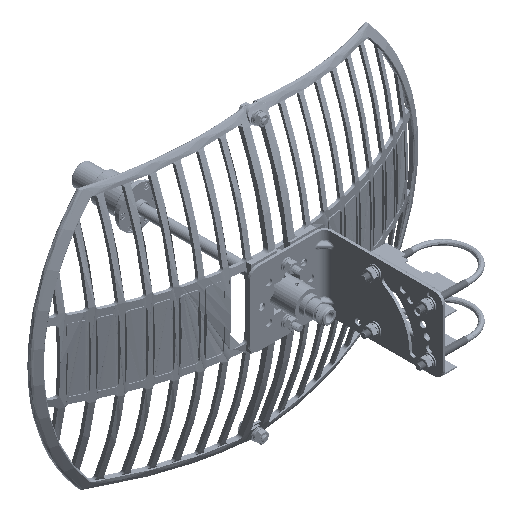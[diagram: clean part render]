
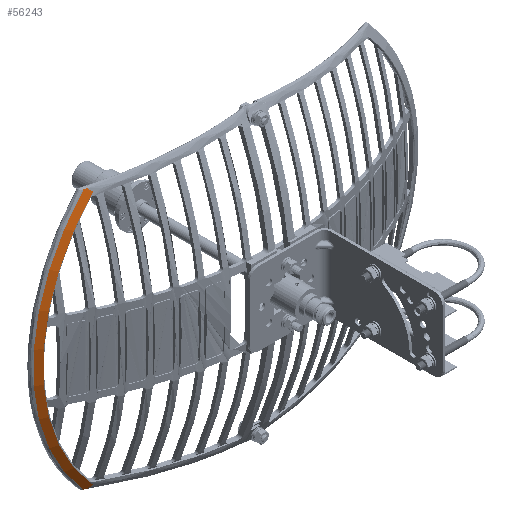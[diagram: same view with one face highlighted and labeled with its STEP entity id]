
A CAD part, isometric view. The second image highlights one B-rep face of the part: STEP entity #56243.
In plain terms, the highlighted conical face has half-angle 58.907 degrees and reference radius 200 mm.
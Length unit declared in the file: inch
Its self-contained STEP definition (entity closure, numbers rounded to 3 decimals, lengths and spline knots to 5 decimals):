
#2748 = AXIS2_PLACEMENT_3D ( 'NONE', #65650, #87791, #80262 ) ;
#3204 = DIRECTION ( 'NONE',  ( 0., 0., 1. ) ) ;
#3345 = CARTESIAN_POINT ( 'NONE',  ( 5.7103, 2.15338, -5.32496 ) ) ;
#6427 = VERTEX_POINT ( 'NONE', #13646 ) ;
#8787 = AXIS2_PLACEMENT_3D ( 'NONE', #54097, #15772, #62645 ) ;
#11241 = CARTESIAN_POINT ( 'NONE',  ( 5.7103, 2.15338, -5.32496 ) ) ;
#11561 = ORIENTED_EDGE ( 'NONE', *, *, #76698, .T. ) ;
#13646 = CARTESIAN_POINT ( 'NONE',  ( 5.71031, 2.15337, 5.32495 ) ) ;
#15772 = DIRECTION ( 'NONE',  ( 0., 1., 0. ) ) ;
#16380 = CARTESIAN_POINT ( 'NONE',  ( 5.66429, 2.11505, 5.28203 ) ) ;
#18852 = FACE_OUTER_BOUND ( 'NONE', #75724, .T. ) ;
#24097 = CARTESIAN_POINT ( 'NONE',  ( 5.80959, 2.1929, -5.31496 ) ) ;
#24921 = ORIENTED_EDGE ( 'NONE', *, *, #85299, .T. ) ;
#24963 = ORIENTED_EDGE ( 'NONE', *, *, #29863, .T. ) ;
#26981 = EDGE_CURVE ( 'NONE', #67783, #55682, #88046, .T. ) ;
#28955 = CARTESIAN_POINT ( 'NONE',  ( 5.80959, 2.1929, 5.31496 ) ) ;
#29120 = VERTEX_POINT ( 'NONE', #28955 ) ;
#29863 = EDGE_CURVE ( 'NONE', #6427, #55682, #86629, .T. ) ;
#30008 = AXIS2_PLACEMENT_3D ( 'NONE', #42021, #74235, #3204 ) ;
#30049 = B_SPLINE_CURVE_WITH_KNOTS ( 'NONE', 3,
 ( #57633, #50568, #88309, #11241 ),
 .UNSPECIFIED., .F., .F.,
 ( 4, 4 ),
 ( 0., 1. ),
 .UNSPECIFIED. ) ;
#32009 = CARTESIAN_POINT ( 'NONE',  ( 5.61815, 2.077, 5.23901 ) ) ;
#34115 = CARTESIAN_POINT ( 'NONE',  ( 5.74649, 2.16752, -5.32144 ) ) ;
#34598 = CARTESIAN_POINT ( 'NONE',  ( 5.80959, 2.1929, -5.31496 ) ) ;
#35180 = ORIENTED_EDGE ( 'NONE', *, *, #26981, .F. ) ;
#39684 = B_SPLINE_CURVE_WITH_KNOTS ( 'NONE', 3,
 ( #56364, #79502, #86534, #86029 ),
 .UNSPECIFIED., .F., .F.,
 ( 4, 4 ),
 ( 0., 1. ),
 .UNSPECIFIED. ) ;
#42021 = CARTESIAN_POINT ( 'NONE',  ( 0., 2.1929, 0. ) ) ;
#43788 = CARTESIAN_POINT ( 'NONE',  ( 5.57201, 2.03896, -5.19598 ) ) ;
#45154 = CARTESIAN_POINT ( 'NONE',  ( 5.57201, 2.03896, 5.19598 ) ) ;
#50568 = CARTESIAN_POINT ( 'NONE',  ( 5.61815, 2.077, -5.23901 ) ) ;
#50918 = EDGE_CURVE ( 'NONE', #29120, #75630, #92416, .T. ) ;
#54097 = CARTESIAN_POINT ( 'NONE',  ( 0., 2.1929, 0. ) ) ;
#55682 = VERTEX_POINT ( 'NONE', #87575 ) ;
#55795 = CONICAL_SURFACE ( 'NONE', #30008, 7.87402, 1.028 ) ;
#56243 = ADVANCED_FACE ( 'NONE', ( #18852 ), #55795, .T. ) ;
#56364 = CARTESIAN_POINT ( 'NONE',  ( 5.80959, 2.1929, 5.31496 ) ) ;
#57019 = VERTEX_POINT ( 'NONE', #67276 ) ;
#57633 = CARTESIAN_POINT ( 'NONE',  ( 5.57201, 2.03896, -5.19598 ) ) ;
#62645 = DIRECTION ( 'NONE',  ( 0.731, 0., -0.682 ) ) ;
#63935 = ORIENTED_EDGE ( 'NONE', *, *, #82045, .T. ) ;
#65650 = CARTESIAN_POINT ( 'NONE',  ( 0., 2.03896, 0. ) ) ;
#67276 = CARTESIAN_POINT ( 'NONE',  ( 5.7103, 2.15338, -5.32496 ) ) ;
#67783 = VERTEX_POINT ( 'NONE', #43788 ) ;
#74235 = DIRECTION ( 'NONE',  ( 0., 1., 0. ) ) ;
#75142 = B_SPLINE_CURVE_WITH_KNOTS ( 'NONE', 3,
 ( #3345, #34115, #81938, #34598 ),
 .UNSPECIFIED., .F., .F.,
 ( 4, 4 ),
 ( 0., 1. ),
 .UNSPECIFIED. ) ;
#75630 = VERTEX_POINT ( 'NONE', #24097 ) ;
#75724 = EDGE_LOOP ( 'NONE', ( #24921, #11561, #81129, #63935, #24963, #35180 ) ) ;
#76698 = EDGE_CURVE ( 'NONE', #57019, #75630, #75142, .T. ) ;
#79502 = CARTESIAN_POINT ( 'NONE',  ( 5.77648, 2.17963, 5.31856 ) ) ;
#80262 = DIRECTION ( 'NONE',  ( 0.731, 0., -0.682 ) ) ;
#81129 = ORIENTED_EDGE ( 'NONE', *, *, #50918, .F. ) ;
#81938 = CARTESIAN_POINT ( 'NONE',  ( 5.77956, 2.18078, -5.31801 ) ) ;
#82045 = EDGE_CURVE ( 'NONE', #29120, #6427, #39684, .T. ) ;
#83422 = CARTESIAN_POINT ( 'NONE',  ( 5.71031, 2.15337, 5.32495 ) ) ;
#85299 = EDGE_CURVE ( 'NONE', #67783, #57019, #30049, .T. ) ;
#86029 = CARTESIAN_POINT ( 'NONE',  ( 5.71031, 2.15337, 5.32495 ) ) ;
#86534 = CARTESIAN_POINT ( 'NONE',  ( 5.74342, 2.16636, 5.32193 ) ) ;
#86629 = B_SPLINE_CURVE_WITH_KNOTS ( 'NONE', 3,
 ( #83422, #16380, #32009, #45154 ),
 .UNSPECIFIED., .F., .F.,
 ( 4, 4 ),
 ( 0., 1. ),
 .UNSPECIFIED. ) ;
#87575 = CARTESIAN_POINT ( 'NONE',  ( 5.57201, 2.03896, 5.19598 ) ) ;
#87791 = DIRECTION ( 'NONE',  ( 0., -1., 0. ) ) ;
#88046 = CIRCLE ( 'NONE', #2748, 7.61876 ) ;
#88309 = CARTESIAN_POINT ( 'NONE',  ( 5.66429, 2.11505, -5.28203 ) ) ;
#92416 = CIRCLE ( 'NONE', #8787, 7.87402 ) ;
